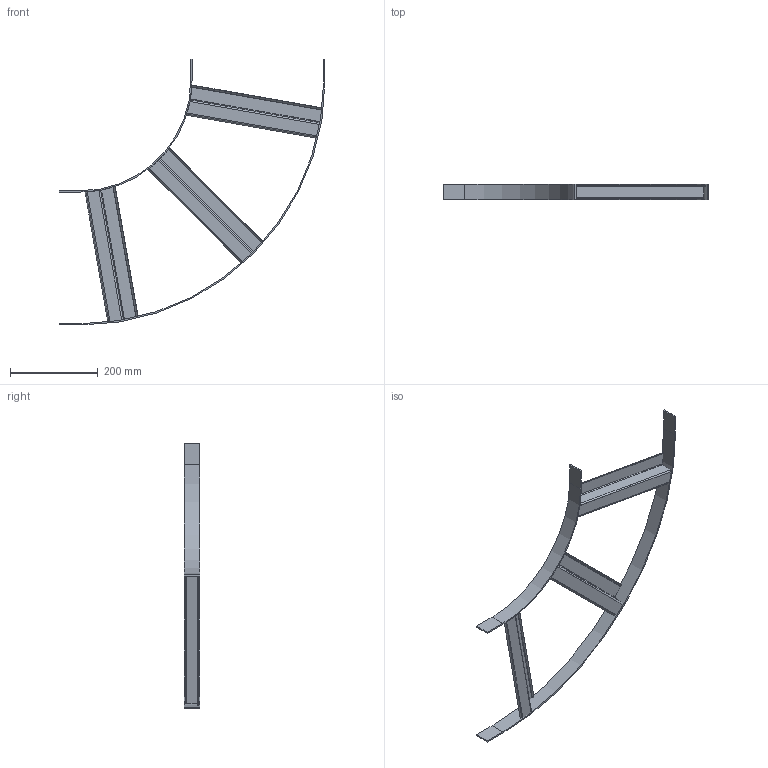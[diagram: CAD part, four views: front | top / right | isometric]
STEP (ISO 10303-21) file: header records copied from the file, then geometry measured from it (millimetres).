
FILE_DESCRIPTION (( 'STEP AP214' ), '1' );
FILE_NAME ('7099205.STP', '2016-07-12T05:53:04', ( '' ), ( '' ), 'SwSTEP 2.0', 'SolidWorks 2014', '' );
FILE_SCHEMA (( 'AUTOMOTIVE_DESIGN' ));
Length unit declared in the file: millimetre
Products named in the file (4): 7099205; 014683_Z-Sprosse-300; 014682_R250 Innenholm; 014682_R553 Holm
Assembly tree (5 placements, depth 2):
  7099205
    014682_R553 Holm
    014682_R250 Innenholm
    014683_Z-Sprosse-300  x3
Bounding box: 606 x 35 x 606 mm (x, y, z)
Volume: 242275.7 mm3; surface area: 290915.5 mm2
Topology: 5 solids, 5 shells, 148 faces, 302 edges, 164 vertices
Faces by surface type: plane 60, bspline 48, cylinder 40
Entity records: 2432 total; most frequent: CARTESIAN_POINT 994, ORIENTED_EDGE 276, DIRECTION 242, EDGE_CURVE 138, VECTOR 90, LINE 90, AXIS2_PLACEMENT_3D 76, VERTEX_POINT 76
